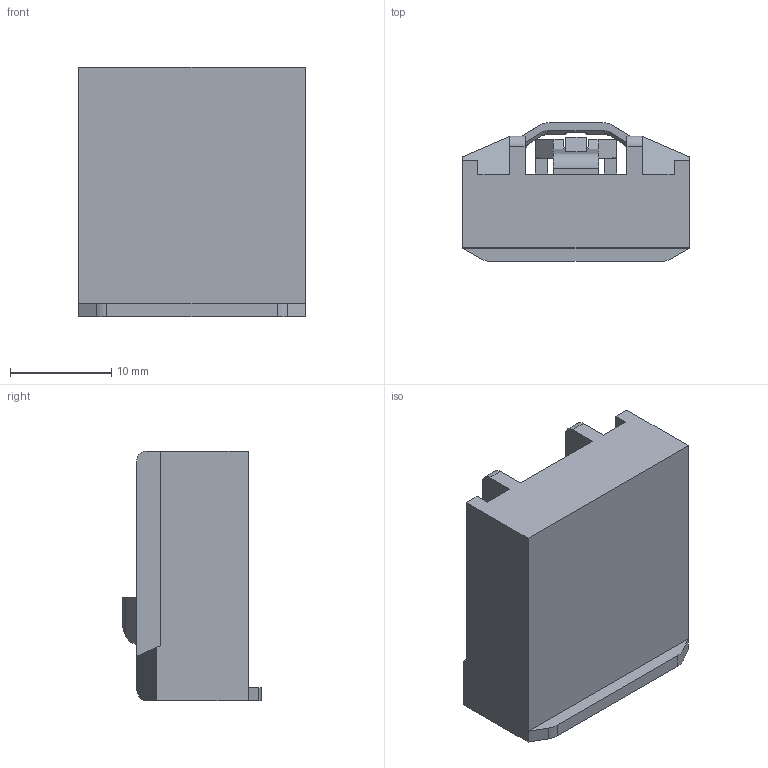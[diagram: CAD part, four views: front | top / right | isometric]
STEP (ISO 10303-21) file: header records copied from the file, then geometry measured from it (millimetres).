
FILE_DESCRIPTION(/* description */ (''),/* implementation_level */ '2;1');
FILE_NAME(/* name */ '13836655-ENV10_01-CONN.stp',/* time_stamp */ '2023-07-12T15:36:44+08:00',/* author */ (''),/* organization */ (''),/* preprocessor_version */ 'ST-DEVELOPER v16',/* originating_system */ 'SIEMENS PLM Software NX 11.0',/* authorisation */ '');
FILE_SCHEMA (('AUTOMOTIVE_DESIGN { 1 0 10303 214 3 1 1 1 }'));
Length unit declared in the file: millimetre
Products named in the file (1): 13836655-ENV10_01-CONN
Bounding box: 22.35 x 13.65 x 24.6 mm (x, y, z)
Volume: 4616.5 mm3; surface area: 2744.7 mm2
Topology: 1 solids, 1 shells, 106 faces, 320 edges, 212 vertices
Faces by surface type: plane 83, cylinder 21, cone 2
Entity records: 3670 total; most frequent: CARTESIAN_POINT 729, ORIENTED_EDGE 640, DIRECTION 576, EDGE_CURVE 320, LINE 258, VECTOR 258, VERTEX_POINT 212, AXIS2_PLACEMENT_3D 159
